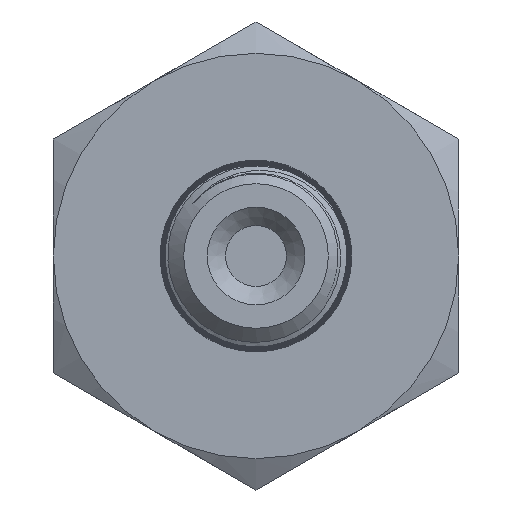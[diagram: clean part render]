
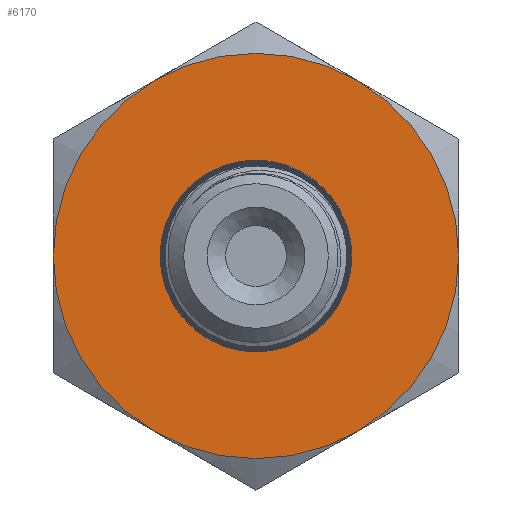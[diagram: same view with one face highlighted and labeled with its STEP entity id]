
A CAD part, left-side view. The second image highlights one B-rep face of the part: STEP entity #6170.
In plain terms, the highlighted planar face has unit normal (-1, 0, 0).
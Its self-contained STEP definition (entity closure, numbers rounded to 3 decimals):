
#330=PLANE('',#6347);
#366=FACE_BOUND('',#1126,.T.);
#742=FACE_OUTER_BOUND('',#1125,.T.);
#1125=EDGE_LOOP('',(#5705,#5706,#5707,#5708,#5709,#5710));
#1126=EDGE_LOOP('',(#5711));
#1160=CIRCLE('',#6239,5.21);
#1181=CIRCLE('',#6304,11.);
#1182=CIRCLE('',#6306,11.);
#1183=CIRCLE('',#6308,11.);
#1184=CIRCLE('',#6310,11.);
#1185=CIRCLE('',#6312,11.);
#1186=CIRCLE('',#6314,11.);
#2410=VERTEX_POINT('',#8058);
#2943=VERTEX_POINT('',#17935);
#2944=VERTEX_POINT('',#17939);
#2946=VERTEX_POINT('',#17946);
#2948=VERTEX_POINT('',#17956);
#2950=VERTEX_POINT('',#17969);
#2952=VERTEX_POINT('',#17979);
#3039=EDGE_CURVE('',#2410,#2410,#1160,.T.);
#3839=EDGE_CURVE('',#2943,#2944,#1181,.T.);
#3842=EDGE_CURVE('',#2946,#2943,#1182,.T.);
#3845=EDGE_CURVE('',#2948,#2946,#1183,.T.);
#3847=EDGE_CURVE('',#2950,#2948,#1184,.T.);
#3850=EDGE_CURVE('',#2952,#2950,#1185,.T.);
#3853=EDGE_CURVE('',#2944,#2952,#1186,.T.);
#5705=ORIENTED_EDGE('',*,*,#3853,.T.);
#5706=ORIENTED_EDGE('',*,*,#3850,.T.);
#5707=ORIENTED_EDGE('',*,*,#3847,.T.);
#5708=ORIENTED_EDGE('',*,*,#3845,.T.);
#5709=ORIENTED_EDGE('',*,*,#3842,.T.);
#5710=ORIENTED_EDGE('',*,*,#3839,.T.);
#5711=ORIENTED_EDGE('',*,*,#3039,.T.);
#6170=ADVANCED_FACE('',(#742,#366),#330,.T.);
#6239=AXIS2_PLACEMENT_3D('',#8059,#6451,#6452);
#6304=AXIS2_PLACEMENT_3D('',#17943,#6861,#6862);
#6306=AXIS2_PLACEMENT_3D('',#17953,#6865,#6866);
#6308=AXIS2_PLACEMENT_3D('',#17963,#6869,#6870);
#6310=AXIS2_PLACEMENT_3D('',#17970,#6873,#6874);
#6312=AXIS2_PLACEMENT_3D('',#17980,#6877,#6878);
#6314=AXIS2_PLACEMENT_3D('',#17989,#6881,#6882);
#6347=AXIS2_PLACEMENT_3D('',#18089,#6958,#6959);
#6451=DIRECTION('center_axis',(1.,0.,0.));
#6452=DIRECTION('ref_axis',(0.,0.,-1.));
#6861=DIRECTION('center_axis',(-1.,0.,0.));
#6862=DIRECTION('ref_axis',(0.,1.,0.));
#6865=DIRECTION('center_axis',(-1.,0.,0.));
#6866=DIRECTION('ref_axis',(0.,1.,0.));
#6869=DIRECTION('center_axis',(-1.,0.,0.));
#6870=DIRECTION('ref_axis',(0.,1.,0.));
#6873=DIRECTION('center_axis',(-1.,0.,0.));
#6874=DIRECTION('ref_axis',(0.,1.,0.));
#6877=DIRECTION('center_axis',(-1.,0.,0.));
#6878=DIRECTION('ref_axis',(0.,1.,0.));
#6881=DIRECTION('center_axis',(-1.,0.,0.));
#6882=DIRECTION('ref_axis',(0.,1.,0.));
#6958=DIRECTION('center_axis',(-1.,0.,0.));
#6959=DIRECTION('ref_axis',(0.,0.,1.));
#8058=CARTESIAN_POINT('',(-30.,-5.21,0.));
#8059=CARTESIAN_POINT('Origin',(-30.,0.,
0.));
#17935=CARTESIAN_POINT('',(-30.,-11.,0.));
#17939=CARTESIAN_POINT('',(-30.,-5.5,9.526));
#17943=CARTESIAN_POINT('Origin',(-30.,0.,
0.));
#17946=CARTESIAN_POINT('',(-30.,-5.5,-9.526));
#17953=CARTESIAN_POINT('Origin',(-30.,0.,
0.));
#17956=CARTESIAN_POINT('',(-30.,5.5,-9.526));
#17963=CARTESIAN_POINT('Origin',(-30.,0.,
0.));
#17969=CARTESIAN_POINT('',(-30.,11.,0.));
#17970=CARTESIAN_POINT('Origin',(-30.,0.,
0.));
#17979=CARTESIAN_POINT('',(-30.,5.5,9.526));
#17980=CARTESIAN_POINT('Origin',(-30.,0.,
0.));
#17989=CARTESIAN_POINT('Origin',(-30.,0.,
0.));
#18089=CARTESIAN_POINT('Origin',(-30.,11.,0.));
